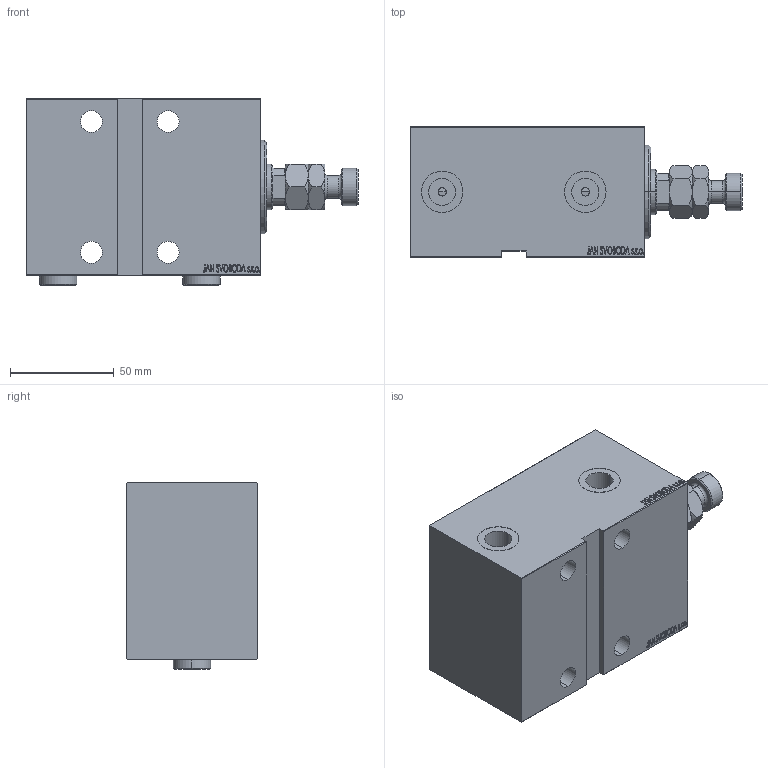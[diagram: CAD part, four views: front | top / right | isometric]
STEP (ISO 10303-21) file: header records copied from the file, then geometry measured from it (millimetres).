
FILE_DESCRIPTION (( 'STEP AP203' ), '1' );
FILE_NAME ('3ce4.STEP', '2024-02-12T15:52:43', ( '' ), ( '' ), 'SwSTEP 2.0', 'SolidWorks 2019', '' );
FILE_SCHEMA (( 'CONFIG_CONTROL_DESIGN' ));
Length unit declared in the file: millimetre
Products named in the file (6): 3ce4; V450CM_E_VCP a2c9b1edbc354123dc674e77cd086da7; MFA a2c9b1edbc354123dc674e77cd086da7; Zatka_OIL_PORT a2c9b1edbc354123dc674e77cd086da7; V450CM_VC_B a2c9b1edbc354123dc674e77cd086da7; V450CM_E_Body a2c9b1edbc354123dc674e77cd086da7
Assembly tree (6 placements, depth 2):
  3ce4
    V450CM_E_Body a2c9b1edbc354123dc674e77cd086da7
    V450CM_E_VCP a2c9b1edbc354123dc674e77cd086da7
    V450CM_VC_B a2c9b1edbc354123dc674e77cd086da7
    MFA a2c9b1edbc354123dc674e77cd086da7
    Zatka_OIL_PORT a2c9b1edbc354123dc674e77cd086da7  x2
Bounding box: 160 x 63 x 89.9 mm (x, y, z)
Volume: 543508.2 mm3; surface area: 94779.4 mm2
Topology: 6 solids, 6 shells, 964 faces, 2426 edges, 1591 vertices
Faces by surface type: plane 462, bspline 380, cylinder 72, cone 46, torus 4
Entity records: 46034 total; most frequent: CARTESIAN_POINT 25201, ORIENTED_EDGE 4768, DIRECTION 2896, EDGE_CURVE 2384, VERTEX_POINT 1567, VECTOR 1380, LINE 1380, EDGE_LOOP 1077
